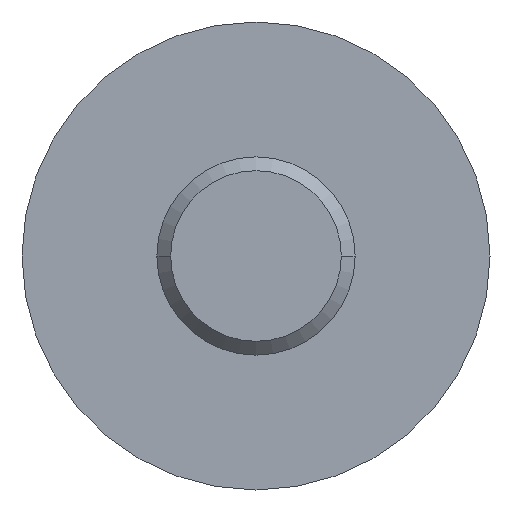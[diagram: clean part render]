
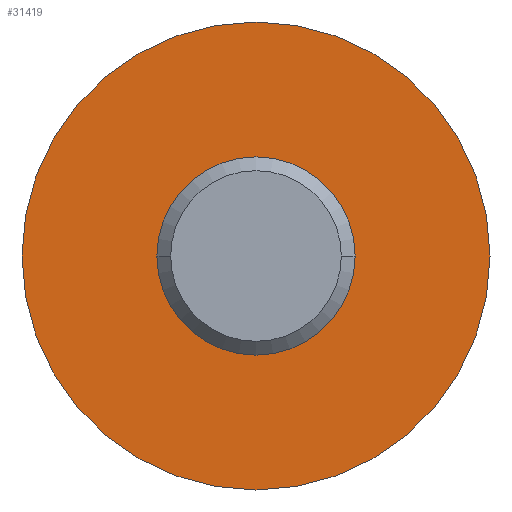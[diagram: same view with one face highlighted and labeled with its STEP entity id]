
A CAD part, front view. The second image highlights one B-rep face of the part: STEP entity #31419.
In plain terms, the highlighted planar face has unit normal (0, -1, 0).
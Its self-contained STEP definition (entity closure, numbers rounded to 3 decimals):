
#22712=CARTESIAN_POINT('',(0.,0.,0.));
#22713=DIRECTION('',(0.,1.,0.));
#22714=DIRECTION('',(-1.,0.,0.));
#22715=AXIS2_PLACEMENT_3D('',#22712,#22713,#22714);
#22717=CARTESIAN_POINT('',(0.,0.,0.));
#22718=DIRECTION('',(0.,-1.,0.));
#22719=DIRECTION('',(-1.,0.,0.));
#22720=AXIS2_PLACEMENT_3D('',#22717,#22718,#22719);
#22722=CARTESIAN_POINT('',(0.,0.,0.));
#22723=DIRECTION('',(0.,-1.,0.));
#22724=DIRECTION('',(-1.,0.,0.));
#22725=AXIS2_PLACEMENT_3D('',#22722,#22723,#22724);
#22731=CARTESIAN_POINT('',(0.,0.,0.));
#22732=DIRECTION('',(0.,1.,0.));
#22733=DIRECTION('',(-1.,0.,0.));
#22734=AXIS2_PLACEMENT_3D('',#22731,#22732,#22733);
#28252=CARTESIAN_POINT('',(-85.,0.,0.));
#28253=VERTEX_POINT('',#28252);
#28254=CARTESIAN_POINT('',(-36.,0.,0.));
#28256=VERTEX_POINT('',#28254);
#28268=CARTESIAN_POINT('',(85.,0.,0.));
#28269=VERTEX_POINT('',#28268);
#28270=CARTESIAN_POINT('',(36.,0.,0.));
#28272=VERTEX_POINT('',#28270);
#31404=CARTESIAN_POINT('',(0.,0.,0.));
#31405=DIRECTION('',(0.,-1.,0.));
#31406=DIRECTION('',(-1.,0.,0.));
#31407=AXIS2_PLACEMENT_3D('',#31404,#31405,#31406);
#31408=PLANE('',#31407);
#31409=ORIENTED_EDGE('',*,*,#31386,.T.);
#31410=ORIENTED_EDGE('',*,*,#31397,.F.);
#31411=EDGE_LOOP('',(#31409,#31410));
#31412=FACE_OUTER_BOUND('',#31411,.F.);
#31414=ORIENTED_EDGE('',*,*,#31413,.T.);
#31416=ORIENTED_EDGE('',*,*,#31415,.F.);
#31417=EDGE_LOOP('',(#31414,#31416));
#31418=FACE_BOUND('',#31417,.F.);
#31419=ADVANCED_FACE('',(#31412,#31418),#31408,.T.);
#22716=CIRCLE('',#22715,85.);
#22721=CIRCLE('',#22720,85.);
#22726=CIRCLE('',#22725,36.);
#22735=CIRCLE('',#22734,36.);
#31386=EDGE_CURVE('',#28253,#28269,#22716,.T.);
#31397=EDGE_CURVE('',#28253,#28269,#22721,.T.);
#31413=EDGE_CURVE('',#28256,#28272,#22726,.T.);
#31415=EDGE_CURVE('',#28256,#28272,#22735,.T.);
